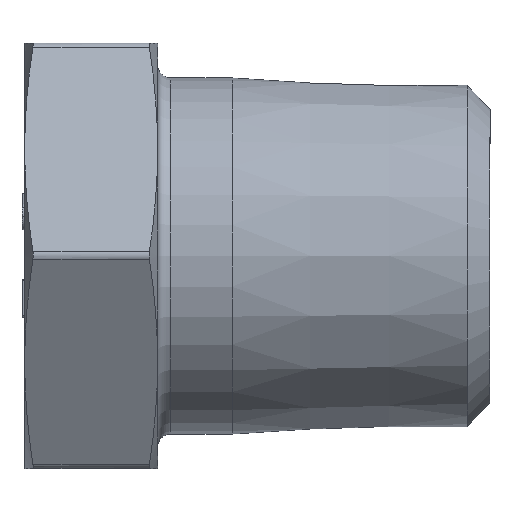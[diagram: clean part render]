
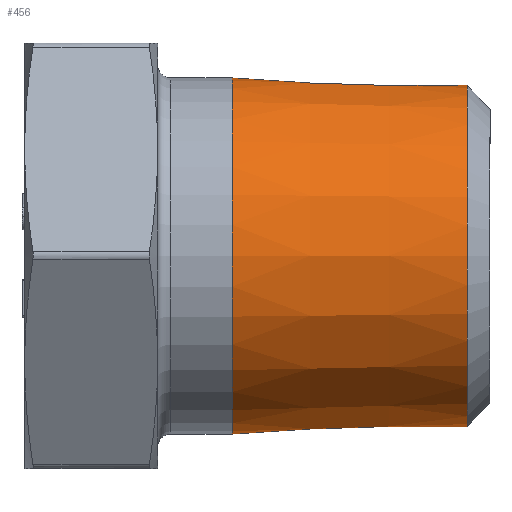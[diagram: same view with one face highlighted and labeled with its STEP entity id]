
A CAD part, top view. The second image highlights one B-rep face of the part: STEP entity #456.
In plain terms, the highlighted conical face has half-angle 1.79 degrees and reference radius 6.696 mm.
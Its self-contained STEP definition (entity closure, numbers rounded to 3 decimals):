
#42 = EDGE_CURVE ( 'NONE', #1242, #1242, #6350, .T. ) ;
#48 = EDGE_CURVE ( 'NONE', #1246, #1246, #6354, .T. ) ;
#456 = ADVANCED_FACE ( 'NONE', ( #10428, #10397 ), #6226, .T. ) ;
#1242 = VERTEX_POINT ( 'NONE', #1267 ) ;
#1246 = VERTEX_POINT ( 'NONE', #1248 ) ;
#1248 = CARTESIAN_POINT ( 'NONE',  ( -0.9, 8.7, 6.696 ) ) ;
#1267 = CARTESIAN_POINT ( 'NONE',  ( 7.944, 8.7, 6.419 ) ) ;
#1344 = CARTESIAN_POINT ( 'NONE',  ( 7.944, 8.7, 0. ) ) ;
#1345 = DIRECTION ( 'NONE',  ( -1., 0., 0. ) ) ;
#1346 = DIRECTION ( 'NONE',  ( 0., 0., 1. ) ) ;
#6212 = AXIS2_PLACEMENT_3D ( 'NONE', #10425, #10421, #10398 ) ;
#6226 = CONICAL_SURFACE ( 'NONE', #6212, 6.696, 0.031 ) ;
#6329 = AXIS2_PLACEMENT_3D ( 'NONE', #11584, #11575, #11589 ) ;
#6350 = CIRCLE ( 'NONE', #6352, 6.419 ) ;
#6352 = AXIS2_PLACEMENT_3D ( 'NONE', #1344, #1345, #1346 ) ;
#6354 = CIRCLE ( 'NONE', #6329, 6.696 ) ;
#8117 = EDGE_LOOP ( 'NONE', ( #8803 ) ) ;
#8801 = ORIENTED_EDGE ( 'NONE', *, *, #42, .T. ) ;
#8803 = ORIENTED_EDGE ( 'NONE', *, *, #48, .T. ) ;
#8925 = EDGE_LOOP ( 'NONE', ( #8801 ) ) ;
#10397 = FACE_OUTER_BOUND ( 'NONE', #8117, .T. ) ;
#10398 = DIRECTION ( 'NONE',  ( 0., 0., -1. ) ) ;
#10421 = DIRECTION ( 'NONE',  ( -1., 0., 0. ) ) ;
#10425 = CARTESIAN_POINT ( 'NONE',  ( -0.9, 8.7, 0. ) ) ;
#10428 = FACE_BOUND ( 'NONE', #8925, .T. ) ;
#11575 = DIRECTION ( 'NONE',  ( 1., 0., 0. ) ) ;
#11584 = CARTESIAN_POINT ( 'NONE',  ( -0.9, 8.7, 0. ) ) ;
#11589 = DIRECTION ( 'NONE',  ( 0., 0., 1. ) ) ;
